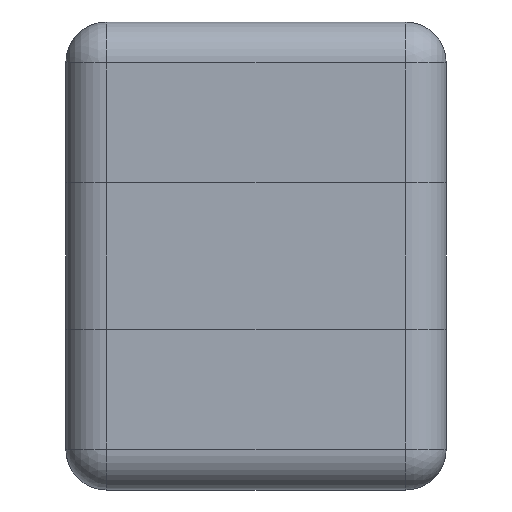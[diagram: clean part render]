
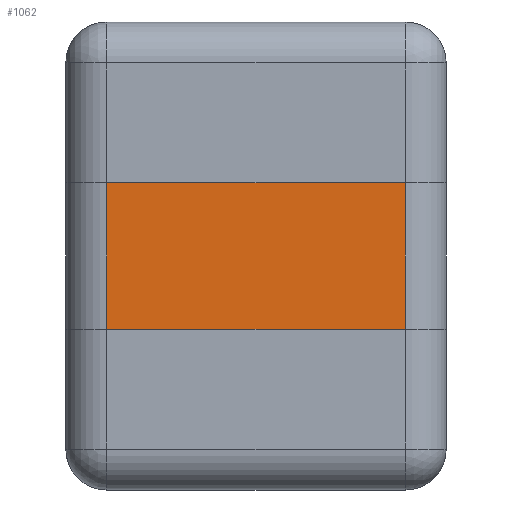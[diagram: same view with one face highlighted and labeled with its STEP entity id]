
A CAD part, left-side view. The second image highlights one B-rep face of the part: STEP entity #1062.
In plain terms, the highlighted planar face has unit normal (-1, 0, 0).
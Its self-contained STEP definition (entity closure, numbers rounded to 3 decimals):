
#13 = VECTOR ( 'NONE', #5909, 1000. ) ;
#114 = DIRECTION ( 'NONE',  ( 0., 0., -1. ) ) ;
#146 = VERTEX_POINT ( 'NONE', #5639 ) ;
#207 = LINE ( 'NONE', #4228, #4487 ) ;
#287 = CARTESIAN_POINT ( 'NONE',  ( -0.8, 0.58, -0.125 ) ) ;
#410 = EDGE_LOOP ( 'NONE', ( #1398, #3267, #5614, #5419 ) ) ;
#1017 = CARTESIAN_POINT ( 'NONE',  ( -0.8, 0.65, -0.125 ) ) ;
#1055 = DIRECTION ( 'NONE',  ( 0., -1., 0. ) ) ;
#1062 = ADVANCED_FACE ( 'NONE', ( #5053 ), #5519, .F. ) ;
#1114 = EDGE_CURVE ( 'NONE', #5547, #2756, #207, .T. ) ;
#1398 = ORIENTED_EDGE ( 'NONE', *, *, #2202, .F. ) ;
#2202 = EDGE_CURVE ( 'NONE', #5547, #146, #4150, .T. ) ;
#2229 = VECTOR ( 'NONE', #5635, 1000. ) ;
#2575 = LINE ( 'NONE', #5032, #13 ) ;
#2756 = VERTEX_POINT ( 'NONE', #287 ) ;
#2811 = CARTESIAN_POINT ( 'NONE',  ( -0.8, 0.65, 0.4 ) ) ;
#2847 = CARTESIAN_POINT ( 'NONE',  ( -0.8, 0.65, 0.125 ) ) ;
#2853 = DIRECTION ( 'NONE',  ( 0., 0., -1. ) ) ;
#3267 = ORIENTED_EDGE ( 'NONE', *, *, #1114, .T. ) ;
#3785 = EDGE_CURVE ( 'NONE', #4975, #2756, #4635, .T. ) ;
#4150 = LINE ( 'NONE', #2847, #5222 ) ;
#4174 = CARTESIAN_POINT ( 'NONE',  ( -0.8, 0.58, 0.125 ) ) ;
#4228 = CARTESIAN_POINT ( 'NONE',  ( -0.8, 0.58, -0.4 ) ) ;
#4277 = EDGE_CURVE ( 'NONE', #4975, #146, #2575, .T. ) ;
#4487 = VECTOR ( 'NONE', #114, 1000. ) ;
#4635 = LINE ( 'NONE', #1017, #2229 ) ;
#4975 = VERTEX_POINT ( 'NONE', #5601 ) ;
#5032 = CARTESIAN_POINT ( 'NONE',  ( -0.8, 0.07, 0.4 ) ) ;
#5053 = FACE_OUTER_BOUND ( 'NONE', #410, .T. ) ;
#5119 = DIRECTION ( 'NONE',  ( 1., 0., 0. ) ) ;
#5222 = VECTOR ( 'NONE', #1055, 1000. ) ;
#5419 = ORIENTED_EDGE ( 'NONE', *, *, #4277, .T. ) ;
#5519 = PLANE ( 'NONE',  #5545 ) ;
#5545 = AXIS2_PLACEMENT_3D ( 'NONE', #2811, #5119, #2853 ) ;
#5547 = VERTEX_POINT ( 'NONE', #4174 ) ;
#5601 = CARTESIAN_POINT ( 'NONE',  ( -0.8, 0.07, -0.125 ) ) ;
#5614 = ORIENTED_EDGE ( 'NONE', *, *, #3785, .F. ) ;
#5635 = DIRECTION ( 'NONE',  ( 0., 1., 0. ) ) ;
#5639 = CARTESIAN_POINT ( 'NONE',  ( -0.8, 0.07, 0.125 ) ) ;
#5909 = DIRECTION ( 'NONE',  ( 0., 0., 1. ) ) ;
